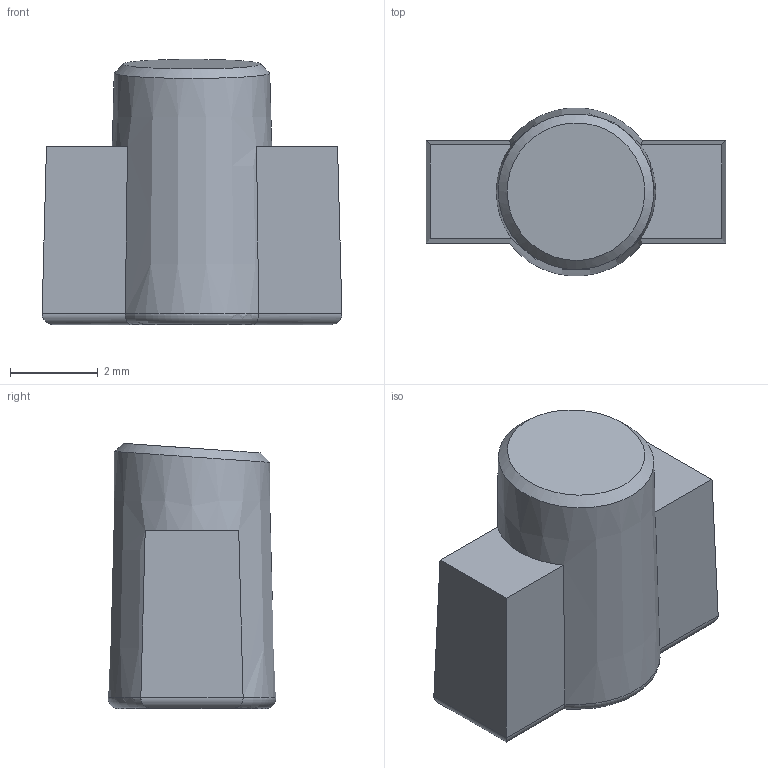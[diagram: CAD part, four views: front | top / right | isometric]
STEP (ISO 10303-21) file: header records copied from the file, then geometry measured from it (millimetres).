
FILE_DESCRIPTION(/* description */ (''),/* implementation_level */ '2;1');
FILE_NAME(/* name */ 'LightPipe.step',/* time_stamp */ '2024-08-25T21:01:18-07:00',/* author */ (''),/* organization */ (''),/* preprocessor_version */ 'ST-DEVELOPER v20',/* originating_system */ 'Autodesk Translation Framework v13.14.0.145',/* authorisation */ '');
FILE_SCHEMA (('AUTOMOTIVE_DESIGN { 1 0 10303 214 3 1 1 }'));
Length unit declared in the file: millimetre
Products named in the file (1): LightPipe
Bounding box: 6.83 x 3.83 x 6.04 mm (x, y, z)
Volume: 81.9 mm3; surface area: 142.4 mm2
Topology: 1 solids, 1 shells, 25 faces, 59 edges, 36 vertices
Faces by surface type: plane 12, cylinder 6, torus 4, cone 2, bspline 1
Entity records: 853 total; most frequent: CARTESIAN_POINT 259, ORIENTED_EDGE 118, DIRECTION 113, EDGE_CURVE 59, AXIS2_PLACEMENT_3D 44, VERTEX_POINT 36, FACE_OUTER_BOUND 25, EDGE_LOOP 25
